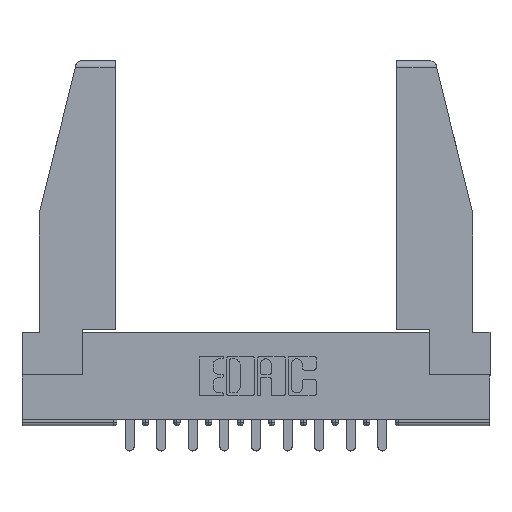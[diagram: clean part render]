
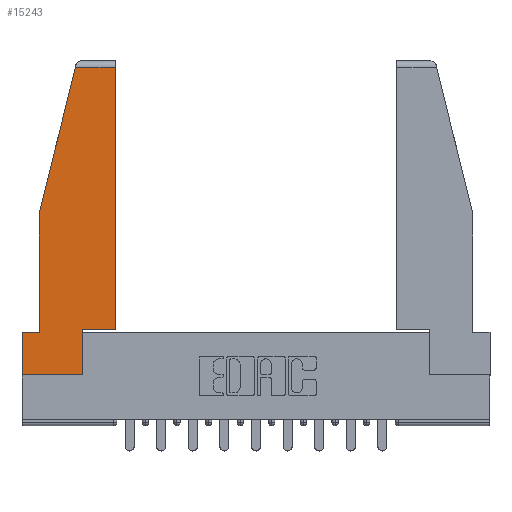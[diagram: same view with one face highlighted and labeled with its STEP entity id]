
A CAD part, top view. The second image highlights one B-rep face of the part: STEP entity #15243.
In plain terms, the highlighted planar face has unit normal (0, 0, 1).
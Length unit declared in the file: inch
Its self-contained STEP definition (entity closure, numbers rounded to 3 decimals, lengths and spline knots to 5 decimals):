
#216 = VECTOR ( 'NONE', #5965, 39.37008 ) ;
#758 = ORIENTED_EDGE ( 'NONE', *, *, #10918, .T. ) ;
#1034 = ORIENTED_EDGE ( 'NONE', *, *, #1836, .T. ) ;
#1348 = VECTOR ( 'NONE', #2178, 39.37008 ) ;
#1401 = LINE ( 'NONE', #16100, #216 ) ;
#1458 = LINE ( 'NONE', #5524, #9424 ) ;
#1589 = CARTESIAN_POINT ( 'NONE',  ( 0.461, 1.52, 0. ) ) ;
#1612 = ORIENTED_EDGE ( 'NONE', *, *, #13117, .T. ) ;
#1683 = CARTESIAN_POINT ( 'NONE',  ( 0.2636, 1.52, 0. ) ) ;
#1705 = CARTESIAN_POINT ( 'NONE',  ( 0., 0., 0. ) ) ;
#1836 = EDGE_CURVE ( 'NONE', #13743, #8525, #1401, .T. ) ;
#1951 = ORIENTED_EDGE ( 'NONE', *, *, #2868, .T. ) ;
#2178 = DIRECTION ( 'NONE',  ( -1., 0., 0. ) ) ;
#2710 = FACE_OUTER_BOUND ( 'NONE', #8014, .T. ) ;
#2868 = EDGE_CURVE ( 'NONE', #12450, #12829, #12126, .T. ) ;
#3049 = DIRECTION ( 'NONE',  ( 0., 1., 0. ) ) ;
#3188 = CARTESIAN_POINT ( 'NONE',  ( 0.297, 0., 0. ) ) ;
#3656 = CARTESIAN_POINT ( 'NONE',  ( 0., 0.21, 0. ) ) ;
#3919 = EDGE_CURVE ( 'NONE', #13732, #14076, #15812, .T. ) ;
#4011 = EDGE_CURVE ( 'NONE', #8525, #15679, #5303, .T. ) ;
#4077 = DIRECTION ( 'NONE',  ( -1., 0., 0. ) ) ;
#4257 = DIRECTION ( 'NONE',  ( 0., -1., 0. ) ) ;
#4485 = VERTEX_POINT ( 'NONE', #4515 ) ;
#4515 = CARTESIAN_POINT ( 'NONE',  ( 0.297, 0.223, 0. ) ) ;
#5303 = LINE ( 'NONE', #7254, #10768 ) ;
#5524 = CARTESIAN_POINT ( 'NONE',  ( 0.297, 0.223, 0. ) ) ;
#5626 = LINE ( 'NONE', #11817, #1348 ) ;
#5663 = VECTOR ( 'NONE', #4257, 39.37008 ) ;
#5871 = DIRECTION ( 'NONE',  ( 0., 1., 0. ) ) ;
#5965 = DIRECTION ( 'NONE',  ( 0., -1., 0. ) ) ;
#6278 = AXIS2_PLACEMENT_3D ( 'NONE', #10323, #10439, #11714 ) ;
#6788 = CARTESIAN_POINT ( 'NONE',  ( 0.086, 0.8, 0. ) ) ;
#6832 = LINE ( 'NONE', #6788, #5663 ) ;
#7254 = CARTESIAN_POINT ( 'NONE',  ( 0., 0., 0. ) ) ;
#7432 = DIRECTION ( 'NONE',  ( -0.239, -0.971, 0. ) ) ;
#7829 = ORIENTED_EDGE ( 'NONE', *, *, #3919, .T. ) ;
#7954 = DIRECTION ( 'NONE',  ( 1., 0., 0. ) ) ;
#8014 = EDGE_LOOP ( 'NONE', ( #7829, #15229, #1951, #15148, #758, #1034, #13624, #15616, #1612 ) ) ;
#8525 = VERTEX_POINT ( 'NONE', #1705 ) ;
#8814 = VECTOR ( 'NONE', #7432, 39.37008 ) ;
#8931 = LINE ( 'NONE', #14030, #15987 ) ;
#9285 = EDGE_CURVE ( 'NONE', #14076, #12450, #8931, .T. ) ;
#9424 = VECTOR ( 'NONE', #7954, 39.37008 ) ;
#9590 = CARTESIAN_POINT ( 'NONE',  ( 0.086, 0.21, 0. ) ) ;
#9961 = VECTOR ( 'NONE', #3049, 39.37008 ) ;
#10047 = EDGE_CURVE ( 'NONE', #12829, #11829, #6832, .T. ) ;
#10128 = CARTESIAN_POINT ( 'NONE',  ( 0.297, 0., 0. ) ) ;
#10150 = EDGE_CURVE ( 'NONE', #15679, #4485, #14397, .T. ) ;
#10323 = CARTESIAN_POINT ( 'NONE',  ( 0., 0., 0. ) ) ;
#10439 = DIRECTION ( 'NONE',  ( 0., 0., 1. ) ) ;
#10461 = CARTESIAN_POINT ( 'NONE',  ( 0.461, 0.223, 0. ) ) ;
#10768 = VECTOR ( 'NONE', #14574, 39.37008 ) ;
#10918 = EDGE_CURVE ( 'NONE', #11829, #13743, #5626, .T. ) ;
#11111 = CARTESIAN_POINT ( 'NONE',  ( 0.086, 0.8, 0. ) ) ;
#11714 = DIRECTION ( 'NONE',  ( 1., 0., 0. ) ) ;
#11817 = CARTESIAN_POINT ( 'NONE',  ( 0., 0.21, 0. ) ) ;
#11829 = VERTEX_POINT ( 'NONE', #9590 ) ;
#12126 = LINE ( 'NONE', #14970, #8814 ) ;
#12450 = VERTEX_POINT ( 'NONE', #1683 ) ;
#12829 = VERTEX_POINT ( 'NONE', #11111 ) ;
#13117 = EDGE_CURVE ( 'NONE', #4485, #13732, #1458, .T. ) ;
#13624 = ORIENTED_EDGE ( 'NONE', *, *, #4011, .T. ) ;
#13732 = VERTEX_POINT ( 'NONE', #15264 ) ;
#13743 = VERTEX_POINT ( 'NONE', #3656 ) ;
#13794 = VECTOR ( 'NONE', #5871, 39.37008 ) ;
#14030 = CARTESIAN_POINT ( 'NONE',  ( 0., 1.52, 0. ) ) ;
#14076 = VERTEX_POINT ( 'NONE', #1589 ) ;
#14397 = LINE ( 'NONE', #3188, #13794 ) ;
#14574 = DIRECTION ( 'NONE',  ( 1., 0., 0. ) ) ;
#14970 = CARTESIAN_POINT ( 'NONE',  ( 0.271, 1.55, 0. ) ) ;
#15148 = ORIENTED_EDGE ( 'NONE', *, *, #10047, .T. ) ;
#15229 = ORIENTED_EDGE ( 'NONE', *, *, #9285, .T. ) ;
#15243 = ADVANCED_FACE ( 'NONE', ( #2710 ), #15308, .T. ) ;
#15264 = CARTESIAN_POINT ( 'NONE',  ( 0.461, 0.223, 0. ) ) ;
#15308 = PLANE ( 'NONE',  #6278 ) ;
#15616 = ORIENTED_EDGE ( 'NONE', *, *, #10150, .T. ) ;
#15679 = VERTEX_POINT ( 'NONE', #10128 ) ;
#15812 = LINE ( 'NONE', #10461, #9961 ) ;
#15987 = VECTOR ( 'NONE', #4077, 39.37008 ) ;
#16100 = CARTESIAN_POINT ( 'NONE',  ( 0., 0.21, 0. ) ) ;
